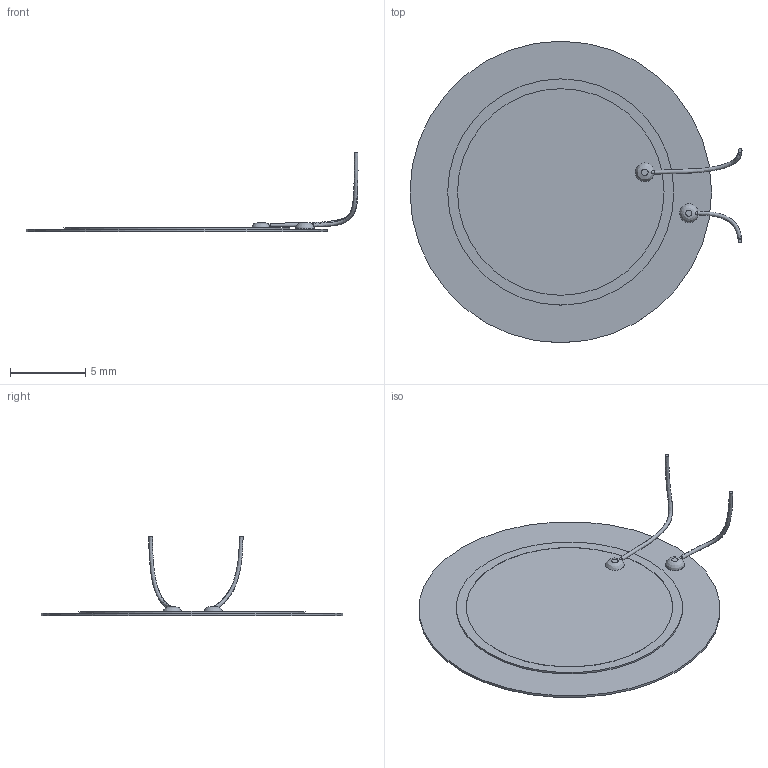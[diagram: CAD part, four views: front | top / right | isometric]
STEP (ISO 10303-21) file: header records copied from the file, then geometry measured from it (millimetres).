
FILE_DESCRIPTION(/* description */ ('','CAx-IF Rec.Pracs.---Representation and Presentation of Product Manufacturing Information (PMI)---4.0---2014-10-13'),/* implementation_level */ '2;1');
FILE_NAME(/* name */ '20mm_Piezo_w_leads.step',/* time_stamp */ '2025-01-04T19:19:12-06:00',/* author */ (''),/* organization */ (''),/* preprocessor_version */ 'ST-DEVELOPER v20',/* originating_system */ 'Autodesk Translation Framework v13.20.0.188',/* authorisation */ '');
FILE_SCHEMA (('AP242_MANAGED_MODEL_BASED_3D_ENGINEERING_MIM_LF { 1 0 10303 442 1 1 4 }'));
Length unit declared in the file: millimetre
Products named in the file (2): 20mm_Piezo_w_leads; AB2040B-LW100-R
Assembly tree (1 placements, depth 2):
  20mm_Piezo_w_leads
    AB2040B-LW100-R
Bounding box: 22.02 x 20 x 5.26 mm (x, y, z)
Volume: 71.4 mm3; surface area: 659.1 mm2
Topology: 3 solids, 3 shells, 24 faces, 41 edges, 27 vertices
Faces by surface type: plane 13, cylinder 7, bspline 4
Full cylindrical faces by diameter (mm): 0.202 x2, 1.25 x1, 13.7 x1, 15 x1, 20 x1
Entity records: 1102 total; most frequent: CARTESIAN_POINT 553, DIRECTION 88, ORIENTED_EDGE 82, EDGE_CURVE 41, AXIS2_PLACEMENT_3D 41, EDGE_LOOP 28, VERTEX_POINT 27, FACE_OUTER_BOUND 24
